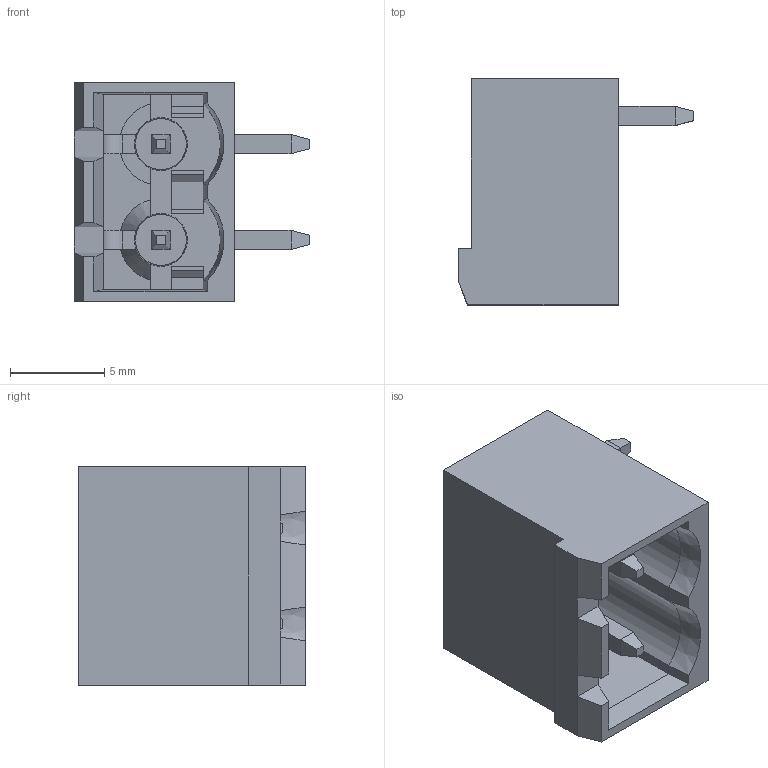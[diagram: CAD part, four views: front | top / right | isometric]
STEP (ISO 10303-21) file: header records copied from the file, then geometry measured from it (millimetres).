
FILE_DESCRIPTION((''),'2;1');
FILE_NAME('WJ2EDGRC-508-2P','2017-03-16T',('QZY'),(''),'CREO PARAMETRIC BY PTC INC, 2014440','CREO PARAMETRIC BY PTC INC, 2014440','');
FILE_SCHEMA(('CONFIG_CONTROL_DESIGN'));
Length unit declared in the file: millimetre
Products named in the file (1): WJ2EDGRC-508-2P
Bounding box: 12.5 x 12 x 11.56 mm (x, y, z)
Volume: 512.8 mm3; surface area: 1220.8 mm2
Topology: 1 solids, 1 shells, 188 faces, 489 edges, 303 vertices
Faces by surface type: plane 165, cylinder 11, cone 8, sphere 4
Entity records: 5643 total; most frequent: CARTESIAN_POINT 1013, ORIENTED_EDGE 970, DIRECTION 901, EDGE_CURVE 485, VECTOR 429, LINE 429, VERTEX_POINT 303, AXIS2_PLACEMENT_3D 236
